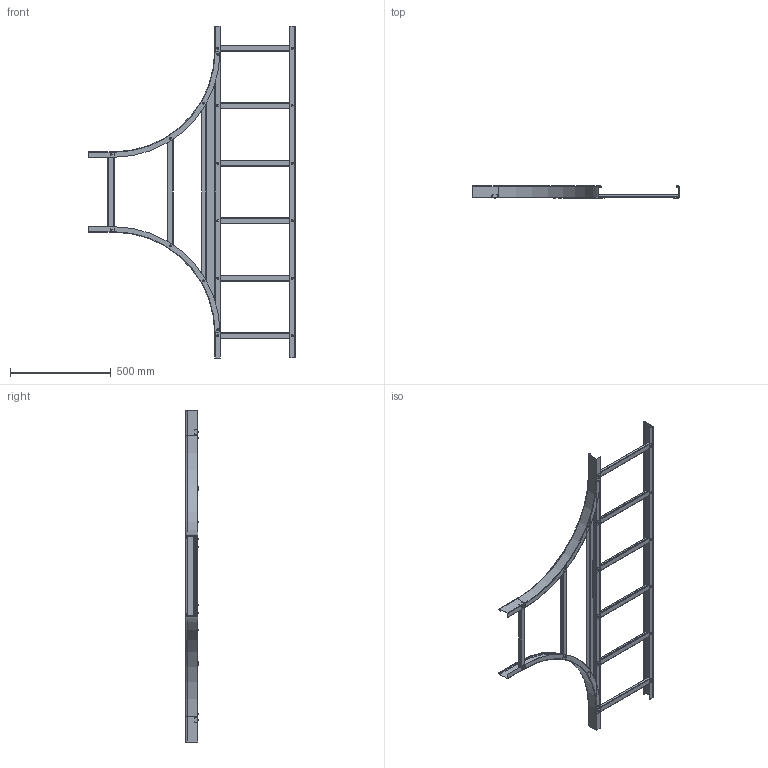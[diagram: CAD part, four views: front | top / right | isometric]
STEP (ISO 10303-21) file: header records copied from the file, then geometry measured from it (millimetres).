
FILE_DESCRIPTION (( 'STEP AP214' ), '1' );
FILE_NAME ('6219407.STEP', '2025-12-12T10:00:04', ( '' ), ( '' ), 'SwSTEP 2.0', 'SolidWorks 2024', '' );
FILE_SCHEMA (( 'AUTOMOTIVE_DESIGN' ));
Length unit declared in the file: millimetre
Products named in the file (9): 6219407; 131571_L=395 (NB=400); 131591_60x27xR500 Left; 131594_NB0400; 131572_060x1650 (B=400); KTS 14.041-005_3.5mm; KTS 14.041-005_3.00mm; 131595_NB0400; 131591_60х27хR500 Right
Assembly tree (32 placements, depth 2):
  6219407
    131572_060x1650 (B=400)
    131591_60x27xR500 Left
    131591_60х27хR500 Right
    131594_NB0400
    131571_L=395 (NB=400)  x7
    131595_NB0400
    KTS 14.041-005_3.00mm  x16
    KTS 14.041-005_3.5mm  x4
Bounding box: 1025 x 61.6 x 1650 mm (x, y, z)
Volume: 1144812.4 mm3; surface area: 1484178.4 mm2
Topology: 32 solids, 32 shells, 667 faces, 1431 edges, 848 vertices
Faces by surface type: plane 376, cylinder 155, torus 86, cone 40, bspline 10
Entity records: 7293 total; most frequent: CARTESIAN_POINT 1887, DIRECTION 1089, ORIENTED_EDGE 1014, EDGE_CURVE 507, AXIS2_PLACEMENT_3D 364, LINE 361, VECTOR 361, VERTEX_POINT 302
